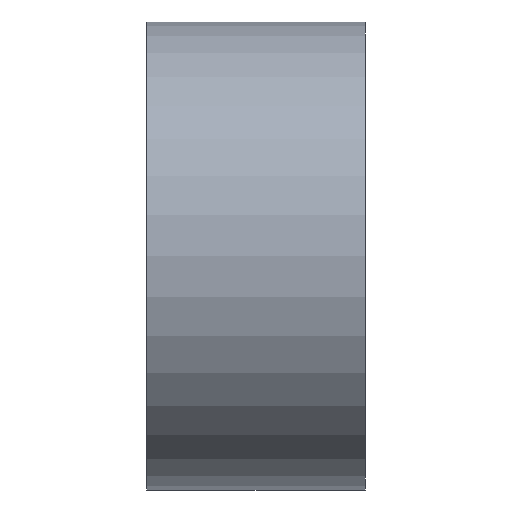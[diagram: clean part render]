
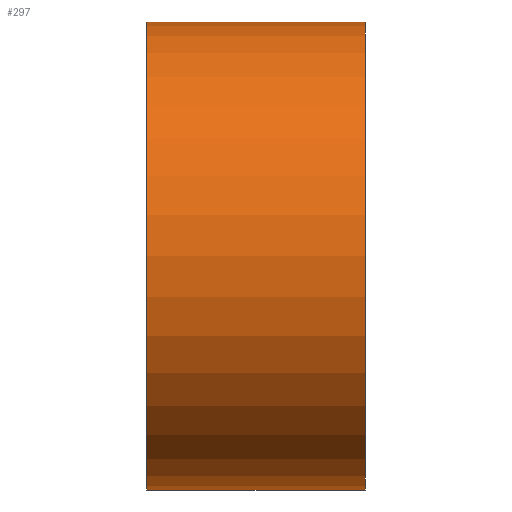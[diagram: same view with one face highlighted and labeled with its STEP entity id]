
A CAD part, front view. The second image highlights one B-rep face of the part: STEP entity #297.
In plain terms, the highlighted cylindrical face has radius 15 mm (diameter 30 mm), a partial arc.
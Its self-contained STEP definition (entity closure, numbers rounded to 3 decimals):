
#9 = DIRECTION ( 'NONE',  ( -1., 0., 0. ) ) ;
#23 = CIRCLE ( 'NONE', #518, 15. ) ;
#37 = DIRECTION ( 'NONE',  ( -1., 0., 0. ) ) ;
#43 = ORIENTED_EDGE ( 'NONE', *, *, #182, .F. ) ;
#79 = VECTOR ( 'NONE', #99, 1000. ) ;
#88 = VERTEX_POINT ( 'NONE', #320 ) ;
#99 = DIRECTION ( 'NONE',  ( -1., 0., 0. ) ) ;
#107 = CARTESIAN_POINT ( 'NONE',  ( 14., 0., -15. ) ) ;
#117 = CARTESIAN_POINT ( 'NONE',  ( 14., 0., 0. ) ) ;
#125 = LINE ( 'NONE', #107, #79 ) ;
#140 = FACE_OUTER_BOUND ( 'NONE', #240, .T. ) ;
#164 = DIRECTION ( 'NONE',  ( -1., 0., 0. ) ) ;
#170 = CARTESIAN_POINT ( 'NONE',  ( 14., 0., 0. ) ) ;
#182 = EDGE_CURVE ( 'NONE', #88, #197, #23, .T. ) ;
#190 = CARTESIAN_POINT ( 'NONE',  ( 0., 0., 0. ) ) ;
#197 = VERTEX_POINT ( 'NONE', #335 ) ;
#209 = ORIENTED_EDGE ( 'NONE', *, *, #254, .F. ) ;
#236 = DIRECTION ( 'NONE',  ( 0., 0., 1. ) ) ;
#240 = EDGE_LOOP ( 'NONE', ( #209, #487, #286, #43 ) ) ;
#245 = LINE ( 'NONE', #457, #344 ) ;
#254 = EDGE_CURVE ( 'NONE', #509, #88, #125, .T. ) ;
#260 = DIRECTION ( 'NONE',  ( 0., 0., 1. ) ) ;
#270 = AXIS2_PLACEMENT_3D ( 'NONE', #117, #164, #260 ) ;
#286 = ORIENTED_EDGE ( 'NONE', *, *, #512, .T. ) ;
#297 = ADVANCED_FACE ( 'NONE', ( #140 ), #541, .T. ) ;
#318 = DIRECTION ( 'NONE',  ( 1., 0., 0. ) ) ;
#320 = CARTESIAN_POINT ( 'NONE',  ( 0., 0., -15. ) ) ;
#335 = CARTESIAN_POINT ( 'NONE',  ( 0., 0., 15. ) ) ;
#344 = VECTOR ( 'NONE', #37, 1000. ) ;
#367 = VERTEX_POINT ( 'NONE', #449 ) ;
#448 = AXIS2_PLACEMENT_3D ( 'NONE', #170, #318, #544 ) ;
#449 = CARTESIAN_POINT ( 'NONE',  ( 14., 0., 15. ) ) ;
#457 = CARTESIAN_POINT ( 'NONE',  ( 14., 0., 15. ) ) ;
#487 = ORIENTED_EDGE ( 'NONE', *, *, #595, .F. ) ;
#509 = VERTEX_POINT ( 'NONE', #583 ) ;
#512 = EDGE_CURVE ( 'NONE', #367, #197, #245, .T. ) ;
#517 = CIRCLE ( 'NONE', #448, 15. ) ;
#518 = AXIS2_PLACEMENT_3D ( 'NONE', #190, #9, #236 ) ;
#541 = CYLINDRICAL_SURFACE ( 'NONE', #270, 15. ) ;
#544 = DIRECTION ( 'NONE',  ( 0., 0., 1. ) ) ;
#583 = CARTESIAN_POINT ( 'NONE',  ( 14., 0., -15. ) ) ;
#595 = EDGE_CURVE ( 'NONE', #367, #509, #517, .T. ) ;
